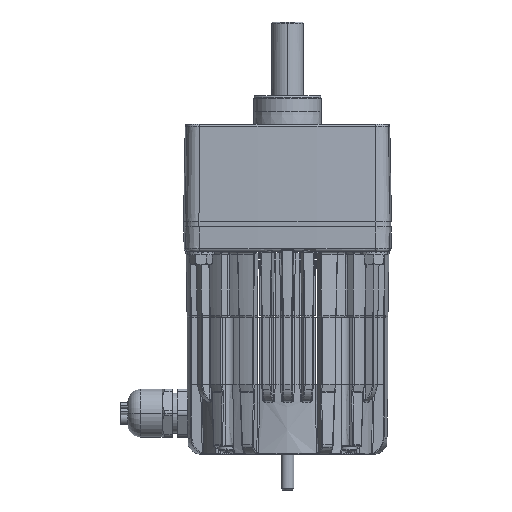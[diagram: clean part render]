
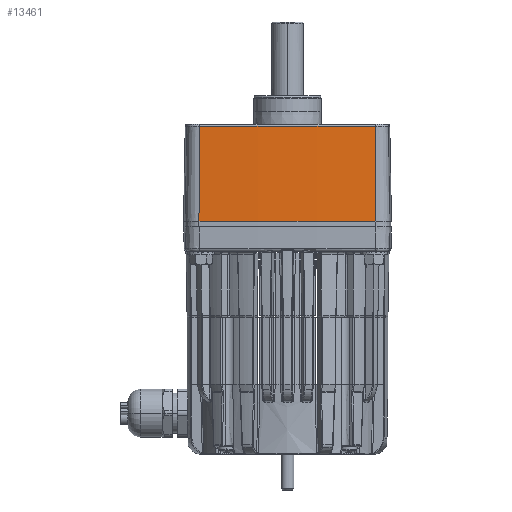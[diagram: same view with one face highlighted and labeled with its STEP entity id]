
A CAD part, front view. The second image highlights one B-rep face of the part: STEP entity #13461.
In plain terms, the highlighted conical face has half-angle 1 degrees and reference radius 1159.26 mm.
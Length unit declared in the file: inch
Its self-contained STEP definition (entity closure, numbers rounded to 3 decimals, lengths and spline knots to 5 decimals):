
#4197 = CARTESIAN_POINT ( 'NONE',  ( -1.72685, -1.9649, 3.72905 ) ) ;
#4343 = FACE_OUTER_BOUND ( 'NONE', #36513, .T. ) ;
#4353 = CONICAL_SURFACE ( 'NONE', #6541, 45.64, 0.017 ) ;
#4904 = LINE ( 'NONE', #33663, #4913 ) ;
#4911 = CIRCLE ( 'NONE', #6896, 45.64 ) ;
#4913 = VECTOR ( 'NONE', #33664, 39.37008 ) ;
#4949 = CIRCLE ( 'NONE', #6923, 45.6076 ) ;
#5038 = LINE ( 'NONE', #34638, #5040 ) ;
#5040 = VECTOR ( 'NONE', #34641, 39.37008 ) ;
#6541 = AXIS2_PLACEMENT_3D ( 'NONE', #54805, #54781, #54780 ) ;
#6896 = AXIS2_PLACEMENT_3D ( 'NONE', #33682, #33683, #33684 ) ;
#6923 = AXIS2_PLACEMENT_3D ( 'NONE', #33854, #33855, #33856 ) ;
#13461 = ADVANCED_FACE ( 'NONE', ( #4343 ), #4353, .T. ) ;
#17343 = CARTESIAN_POINT ( 'NONE',  ( 1.72808, -1.99727, 1.873 ) ) ;
#18430 = EDGE_CURVE ( 'NONE', #28334, #29165, #4904, .T. ) ;
#18432 = EDGE_CURVE ( 'NONE', #28334, #29266, #4911, .T. ) ;
#18522 = EDGE_CURVE ( 'NONE', #29165, #31317, #4949, .T. ) ;
#18690 = EDGE_CURVE ( 'NONE', #31317, #29266, #5038, .T. ) ;
#25441 = ORIENTED_EDGE ( 'NONE', *, *, #18432, .F. ) ;
#25816 = ORIENTED_EDGE ( 'NONE', *, *, #18690, .T. ) ;
#25821 = ORIENTED_EDGE ( 'NONE', *, *, #18522, .T. ) ;
#25853 = ORIENTED_EDGE ( 'NONE', *, *, #18430, .T. ) ;
#28334 = VERTEX_POINT ( 'NONE', #17343 ) ;
#29165 = VERTEX_POINT ( 'NONE', #52429 ) ;
#29266 = VERTEX_POINT ( 'NONE', #52500 ) ;
#31317 = VERTEX_POINT ( 'NONE', #4197 ) ;
#33663 = CARTESIAN_POINT ( 'NONE',  ( 1.72808, -1.99727, 1.873 ) ) ;
#33664 = DIRECTION ( 'NONE',  ( -0.001, 0.017, 1. ) ) ;
#33682 = CARTESIAN_POINT ( 'NONE',  ( 0., 43.61, 1.873 ) ) ;
#33683 = DIRECTION ( 'NONE',  ( 0., 0., -1. ) ) ;
#33684 = DIRECTION ( 'NONE',  ( 1., 0., 0. ) ) ;
#33854 = CARTESIAN_POINT ( 'NONE',  ( 0., 43.61, 3.72905 ) ) ;
#33855 = DIRECTION ( 'NONE',  ( 0., 0., -1. ) ) ;
#33856 = DIRECTION ( 'NONE',  ( 1., 0., 0. ) ) ;
#34638 = CARTESIAN_POINT ( 'NONE',  ( -1.72808, -1.99727, 1.873 ) ) ;
#34641 = DIRECTION ( 'NONE',  ( -0.001, -0.017, -1. ) ) ;
#36513 = EDGE_LOOP ( 'NONE', ( #25853, #25821, #25816, #25441 ) ) ;
#52429 = CARTESIAN_POINT ( 'NONE',  ( 1.72685, -1.9649, 3.72905 ) ) ;
#52500 = CARTESIAN_POINT ( 'NONE',  ( -1.72808, -1.99727, 1.873 ) ) ;
#54780 = DIRECTION ( 'NONE',  ( 1., 0., 0. ) ) ;
#54781 = DIRECTION ( 'NONE',  ( 0., 0., -1. ) ) ;
#54805 = CARTESIAN_POINT ( 'NONE',  ( 0., 43.61, 1.873 ) ) ;
